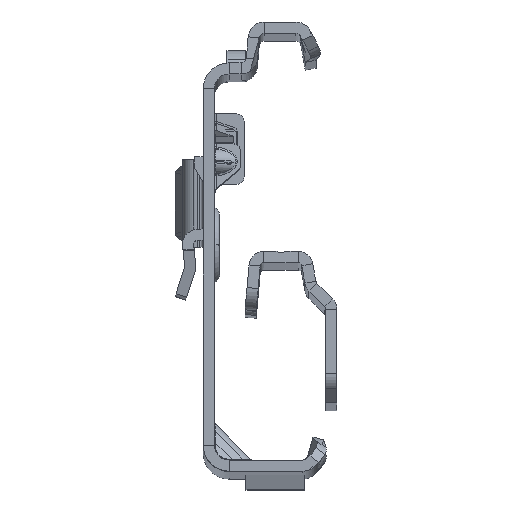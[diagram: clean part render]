
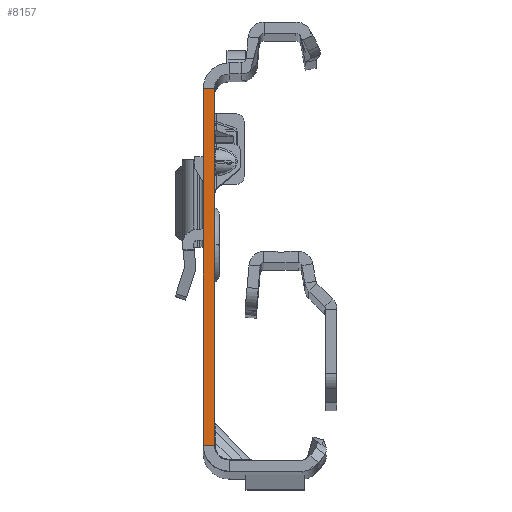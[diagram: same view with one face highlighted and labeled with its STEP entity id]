
A CAD part, top view. The second image highlights one B-rep face of the part: STEP entity #8157.
In plain terms, the highlighted planar face has unit normal (0, 0, 1).
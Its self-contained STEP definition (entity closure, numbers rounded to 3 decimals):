
#3061 = LINE ( 'NONE', #31598, #35194 ) ;
#3819 = CARTESIAN_POINT ( 'NONE',  ( -1.5, -27.865, 0. ) ) ;
#4722 = ORIENTED_EDGE ( 'NONE', *, *, #43772, .T. ) ;
#5568 = DIRECTION ( 'NONE',  ( 0., -1., 0. ) ) ;
#5571 = VERTEX_POINT ( 'NONE', #26979 ) ;
#8157 = ADVANCED_FACE ( 'NONE', ( #54008 ), #16286, .T. ) ;
#10007 = LINE ( 'NONE', #26634, #51988 ) ;
#12467 = EDGE_CURVE ( 'NONE', #38781, #5571, #3061, .T. ) ;
#13180 = LINE ( 'NONE', #43352, #30138 ) ;
#16286 = PLANE ( 'NONE',  #37354 ) ;
#16549 = DIRECTION ( 'NONE',  ( 0., -1., 0. ) ) ;
#16563 = ORIENTED_EDGE ( 'NONE', *, *, #20468, .F. ) ;
#19397 = DIRECTION ( 'NONE',  ( -1., 0., 0. ) ) ;
#20197 = DIRECTION ( 'NONE',  ( 1., 0., 0. ) ) ;
#20321 = VERTEX_POINT ( 'NONE', #27942 ) ;
#20468 = EDGE_CURVE ( 'NONE', #20774, #20321, #13180, .T. ) ;
#20774 = VERTEX_POINT ( 'NONE', #35175 ) ;
#26634 = CARTESIAN_POINT ( 'NONE',  ( 0., -27.865, 0. ) ) ;
#26979 = CARTESIAN_POINT ( 'NONE',  ( -1.5, 22.135, 0. ) ) ;
#27942 = CARTESIAN_POINT ( 'NONE',  ( -1.5, -25.865, 0. ) ) ;
#28184 = ORIENTED_EDGE ( 'NONE', *, *, #12467, .T. ) ;
#28539 = DIRECTION ( 'NONE',  ( 0., 0., 1. ) ) ;
#30138 = VECTOR ( 'NONE', #46437, 1000. ) ;
#30515 = EDGE_LOOP ( 'NONE', ( #44026, #28184, #4722, #16563 ) ) ;
#31598 = CARTESIAN_POINT ( 'NONE',  ( 0., 22.135, 0. ) ) ;
#35175 = CARTESIAN_POINT ( 'NONE',  ( 0., -25.865, 0. ) ) ;
#35194 = VECTOR ( 'NONE', #19397, 1000. ) ;
#35903 = CARTESIAN_POINT ( 'NONE',  ( 0., 22.135, 0. ) ) ;
#37354 = AXIS2_PLACEMENT_3D ( 'NONE', #3819, #28539, #20197 ) ;
#38446 = LINE ( 'NONE', #45689, #46853 ) ;
#38632 = EDGE_CURVE ( 'NONE', #38781, #20774, #10007, .T. ) ;
#38781 = VERTEX_POINT ( 'NONE', #35903 ) ;
#43352 = CARTESIAN_POINT ( 'NONE',  ( 0., -25.865, 0. ) ) ;
#43772 = EDGE_CURVE ( 'NONE', #5571, #20321, #38446, .T. ) ;
#44026 = ORIENTED_EDGE ( 'NONE', *, *, #38632, .F. ) ;
#45689 = CARTESIAN_POINT ( 'NONE',  ( -1.5, -27.865, 0. ) ) ;
#46437 = DIRECTION ( 'NONE',  ( -1., 0., 0. ) ) ;
#46853 = VECTOR ( 'NONE', #16549, 1000. ) ;
#51988 = VECTOR ( 'NONE', #5568, 1000. ) ;
#54008 = FACE_OUTER_BOUND ( 'NONE', #30515, .T. ) ;
